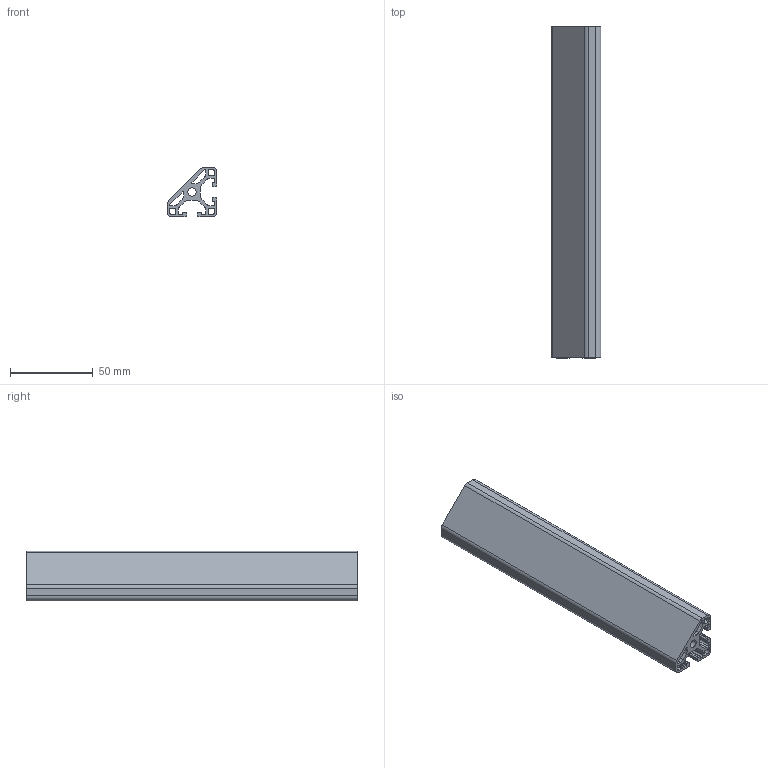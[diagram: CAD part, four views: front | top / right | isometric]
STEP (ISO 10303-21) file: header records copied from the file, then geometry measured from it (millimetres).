
FILE_DESCRIPTION(/* description */ ('Aluminiumprofil 30x30L 45°'),/* implementation_level */ '2;1');
FILE_NAME(/* name */ 'Syskomp 261303945 Aluminiumprofil 30x30L 45°.stp',/* time_stamp */ '2017-04-20T11:31:52+02:00',/* author */ ('wheldmann'),/* organization */ (''),/* preprocessor_version */ 'ST-DEVELOPER v16.1',/* originating_system */ 'Autodesk Inventor 2016',/* authorisation */ ' ');
FILE_SCHEMA (('AUTOMOTIVE_DESIGN { 1 0 10303 214 3 1 1 }'));
Length unit declared in the file: millimetre
Products named in the file (1): 261303945 Aluminiumprofil 30x30L 45° - 200
Bounding box: 30 x 200 x 30 mm (x, y, z)
Volume: 61043.7 mm3; surface area: 58105.3 mm2
Topology: 1 solids, 1 shells, 109 faces, 321 edges, 214 vertices
Faces by surface type: plane 55, cylinder 54
Full cylindrical faces by diameter (mm): 5 x1
Entity records: 3706 total; most frequent: DIRECTION 648, CARTESIAN_POINT 644, ORIENTED_EDGE 640, EDGE_CURVE 320, AXIS2_PLACEMENT_3D 218, VERTEX_POINT 214, LINE 212, VECTOR 212
